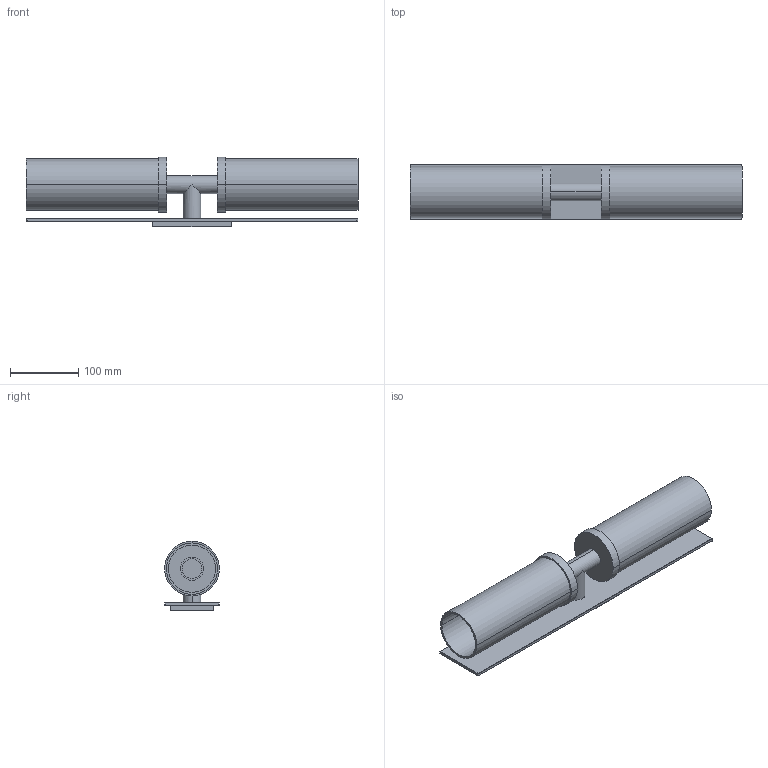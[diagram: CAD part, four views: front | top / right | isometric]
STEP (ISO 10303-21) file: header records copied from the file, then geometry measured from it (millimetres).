
FILE_DESCRIPTION((''),'2;1');
FILE_NAME('2882','2021-06-14T10:23:25',('jinson.thomas'),(''),'CREO PARAMETRIC BY PTC INC, 2018400','CREO PARAMETRIC BY PTC INC, 2018400','');
FILE_SCHEMA(('CONFIG_CONTROL_DESIGN'));
Length unit declared in the file: inch
Products named in the file (1): 2882
Bounding box: 485.17 x 80.01 x 101.52 mm (x, y, z)
Volume: 697356.5 mm3; surface area: 309200.4 mm2
Topology: 1 solids, 1 shells, 77 faces, 175 edges, 114 vertices
Faces by surface type: cylinder 40, plane 33, bspline 4
Entity records: 2347 total; most frequent: CARTESIAN_POINT 494, DIRECTION 399, ORIENTED_EDGE 350, EDGE_CURVE 175, AXIS2_PLACEMENT_3D 155, VERTEX_POINT 114, EDGE_LOOP 99, VECTOR 89
